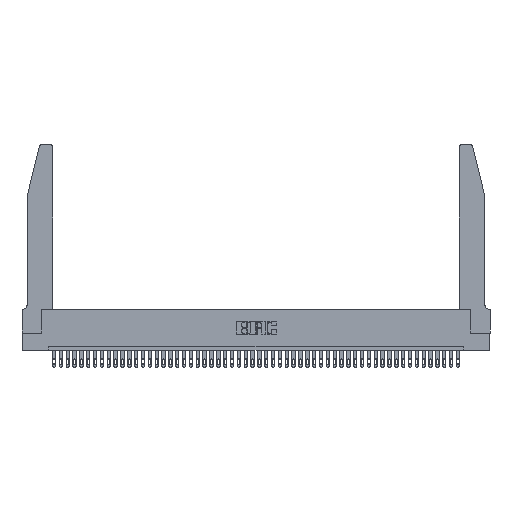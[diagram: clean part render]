
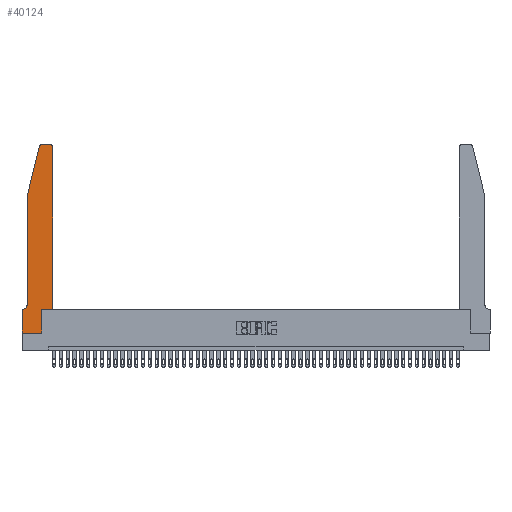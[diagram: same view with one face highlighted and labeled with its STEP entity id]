
A CAD part, top view. The second image highlights one B-rep face of the part: STEP entity #40124.
In plain terms, the highlighted planar face has unit normal (0, 0, 1).
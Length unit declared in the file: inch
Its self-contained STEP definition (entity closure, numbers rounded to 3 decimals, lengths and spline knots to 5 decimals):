
#732 = ORIENTED_EDGE ( 'NONE', *, *, #15025, .T. ) ;
#1239 = DIRECTION ( 'NONE',  ( -0.239, -0.971, 0. ) ) ;
#1479 = VECTOR ( 'NONE', #33376, 39.37008 ) ;
#1597 = DIRECTION ( 'NONE',  ( 1., 0., 0. ) ) ;
#2748 = VERTEX_POINT ( 'NONE', #8790 ) ;
#3082 = DIRECTION ( 'NONE',  ( 0., -1., 0. ) ) ;
#3693 = DIRECTION ( 'NONE',  ( 1., 0., 0. ) ) ;
#4060 = VERTEX_POINT ( 'NONE', #41200 ) ;
#4386 = EDGE_CURVE ( 'NONE', #5412, #27241, #44383, .T. ) ;
#4576 = DIRECTION ( 'NONE',  ( 1., 0., 0. ) ) ;
#4926 = DIRECTION ( 'NONE',  ( 1., 0., 0. ) ) ;
#5273 = CARTESIAN_POINT ( 'NONE',  ( 0.4205, 2.72, 0.37 ) ) ;
#5412 = VERTEX_POINT ( 'NONE', #16489 ) ;
#5645 = VERTEX_POINT ( 'NONE', #26463 ) ;
#6595 = LINE ( 'NONE', #36861, #11161 ) ;
#7713 = CARTESIAN_POINT ( 'NONE',  ( 0.0055, 0.42, 0.37 ) ) ;
#8085 = CARTESIAN_POINT ( 'NONE',  ( 0., 0.35, 0.37 ) ) ;
#8790 = CARTESIAN_POINT ( 'NONE',  ( 0.4505, 2.72, 0.37 ) ) ;
#9559 = EDGE_CURVE ( 'NONE', #5645, #17380, #29682, .T. ) ;
#9870 = CARTESIAN_POINT ( 'NONE',  ( 0.284, 2.75, 0.37 ) ) ;
#9880 = LINE ( 'NONE', #45840, #37886 ) ;
#10171 = VECTOR ( 'NONE', #15325, 39.37008 ) ;
#10508 = LINE ( 'NONE', #21479, #15075 ) ;
#10737 = DIRECTION ( 'NONE',  ( 0., 0., 1. ) ) ;
#11161 = VECTOR ( 'NONE', #3082, 39.37008 ) ;
#11309 = EDGE_CURVE ( 'NONE', #31943, #4060, #47199, .T. ) ;
#11405 = EDGE_CURVE ( 'NONE', #27241, #37179, #6595, .T. ) ;
#11544 = ORIENTED_EDGE ( 'NONE', *, *, #11309, .T. ) ;
#11798 = CIRCLE ( 'NONE', #19762, 0.03 ) ;
#12634 = DIRECTION ( 'NONE',  ( -1., 0., 0. ) ) ;
#13049 = DIRECTION ( 'NONE',  ( 0., 1., 0. ) ) ;
#14670 = AXIS2_PLACEMENT_3D ( 'NONE', #7713, #33309, #12634 ) ;
#14708 = ORIENTED_EDGE ( 'NONE', *, *, #11405, .T. ) ;
#15025 = EDGE_CURVE ( 'NONE', #4060, #5412, #17971, .T. ) ;
#15075 = VECTOR ( 'NONE', #36315, 39.37008 ) ;
#15325 = DIRECTION ( 'NONE',  ( 1., 0., 0. ) ) ;
#15475 = DIRECTION ( 'NONE',  ( 0., 0., 1. ) ) ;
#15486 = ORIENTED_EDGE ( 'NONE', *, *, #19471, .T. ) ;
#15551 = VERTEX_POINT ( 'NONE', #28846 ) ;
#15939 = CARTESIAN_POINT ( 'NONE',  ( 0.0755, 2., 0.37 ) ) ;
#16489 = CARTESIAN_POINT ( 'NONE',  ( 0.0055, 0.35, 0.37 ) ) ;
#17380 = VERTEX_POINT ( 'NONE', #25574 ) ;
#17971 = CIRCLE ( 'NONE', #14670, 0.07 ) ;
#18135 = DIRECTION ( 'NONE',  ( 0., -1., 0. ) ) ;
#18610 = ORIENTED_EDGE ( 'NONE', *, *, #9559, .T. ) ;
#19249 = EDGE_CURVE ( 'NONE', #43548, #42899, #11798, .T. ) ;
#19471 = EDGE_CURVE ( 'NONE', #2748, #29201, #30828, .T. ) ;
#19762 = AXIS2_PLACEMENT_3D ( 'NONE', #37539, #15475, #4926 ) ;
#20382 = CARTESIAN_POINT ( 'NONE',  ( 0.4205, 2.75, 0.37 ) ) ;
#20556 = EDGE_CURVE ( 'NONE', #15551, #5645, #9880, .T. ) ;
#20640 = LINE ( 'NONE', #28571, #29245 ) ;
#21479 = CARTESIAN_POINT ( 'NONE',  ( 0.4505, 0.35, 0.37 ) ) ;
#22479 = AXIS2_PLACEMENT_3D ( 'NONE', #5273, #41741, #1597 ) ;
#23371 = CARTESIAN_POINT ( 'NONE',  ( 0.0755, 2., 0.37 ) ) ;
#24126 = EDGE_LOOP ( 'NONE', ( #33697, #30126, #26654, #11544, #732, #33069, #14708, #28299, #29908, #18610, #30003, #15486 ) ) ;
#24331 = AXIS2_PLACEMENT_3D ( 'NONE', #29666, #10737, #3693 ) ;
#25574 = CARTESIAN_POINT ( 'NONE',  ( 0.4505, 0.35, 0.37 ) ) ;
#26213 = CARTESIAN_POINT ( 'NONE',  ( 0.4505, 0.35, 0.37 ) ) ;
#26463 = CARTESIAN_POINT ( 'NONE',  ( 0.2865, 0.35, 0.37 ) ) ;
#26654 = ORIENTED_EDGE ( 'NONE', *, *, #38451, .T. ) ;
#27241 = VERTEX_POINT ( 'NONE', #8085 ) ;
#28299 = ORIENTED_EDGE ( 'NONE', *, *, #40970, .T. ) ;
#28571 = CARTESIAN_POINT ( 'NONE',  ( 0.2605, 2.75, 0.37 ) ) ;
#28846 = CARTESIAN_POINT ( 'NONE',  ( 0.2865, 0., 0.37 ) ) ;
#28966 = VECTOR ( 'NONE', #18135, 39.37008 ) ;
#29201 = VERTEX_POINT ( 'NONE', #20382 ) ;
#29245 = VECTOR ( 'NONE', #39504, 39.37008 ) ;
#29507 = PLANE ( 'NONE',  #24331 ) ;
#29666 = CARTESIAN_POINT ( 'NONE',  ( 0., 0.35, 0.37 ) ) ;
#29682 = LINE ( 'NONE', #26213, #10171 ) ;
#29908 = ORIENTED_EDGE ( 'NONE', *, *, #20556, .T. ) ;
#30003 = ORIENTED_EDGE ( 'NONE', *, *, #33460, .T. ) ;
#30126 = ORIENTED_EDGE ( 'NONE', *, *, #19249, .T. ) ;
#30256 = FACE_OUTER_BOUND ( 'NONE', #24126, .T. ) ;
#30828 = CIRCLE ( 'NONE', #22479, 0.03 ) ;
#30852 = EDGE_CURVE ( 'NONE', #29201, #43548, #20640, .T. ) ;
#31943 = VERTEX_POINT ( 'NONE', #15939 ) ;
#32650 = CARTESIAN_POINT ( 'NONE',  ( 0.25487, 2.72718, 0.37 ) ) ;
#33069 = ORIENTED_EDGE ( 'NONE', *, *, #4386, .T. ) ;
#33309 = DIRECTION ( 'NONE',  ( 0., 0., -1. ) ) ;
#33376 = DIRECTION ( 'NONE',  ( -1., 0., 0. ) ) ;
#33460 = EDGE_CURVE ( 'NONE', #17380, #2748, #10508, .T. ) ;
#33574 = LINE ( 'NONE', #41183, #36409 ) ;
#33697 = ORIENTED_EDGE ( 'NONE', *, *, #30852, .T. ) ;
#36106 = CARTESIAN_POINT ( 'NONE',  ( 0., 0., 0.37 ) ) ;
#36315 = DIRECTION ( 'NONE',  ( 0., 1., 0. ) ) ;
#36409 = VECTOR ( 'NONE', #4576, 39.37008 ) ;
#36861 = CARTESIAN_POINT ( 'NONE',  ( 0., 0., 0.37 ) ) ;
#37179 = VERTEX_POINT ( 'NONE', #36106 ) ;
#37539 = CARTESIAN_POINT ( 'NONE',  ( 0.284, 2.72, 0.37 ) ) ;
#37886 = VECTOR ( 'NONE', #13049, 39.37008 ) ;
#38451 = EDGE_CURVE ( 'NONE', #42899, #31943, #40718, .T. ) ;
#39088 = CARTESIAN_POINT ( 'NONE',  ( 0.0755, 0.35, 0.37 ) ) ;
#39504 = DIRECTION ( 'NONE',  ( -1., 0., 0. ) ) ;
#40038 = CARTESIAN_POINT ( 'NONE',  ( 0.0755, 2., 0.37 ) ) ;
#40124 = ADVANCED_FACE ( 'NONE', ( #30256 ), #29507, .T. ) ;
#40718 = LINE ( 'NONE', #23371, #46937 ) ;
#40970 = EDGE_CURVE ( 'NONE', #37179, #15551, #33574, .T. ) ;
#41183 = CARTESIAN_POINT ( 'NONE',  ( 0., 0., 0.37 ) ) ;
#41200 = CARTESIAN_POINT ( 'NONE',  ( 0.0755, 0.42, 0.37 ) ) ;
#41741 = DIRECTION ( 'NONE',  ( 0., 0., 1. ) ) ;
#42899 = VERTEX_POINT ( 'NONE', #32650 ) ;
#43548 = VERTEX_POINT ( 'NONE', #9870 ) ;
#44383 = LINE ( 'NONE', #39088, #1479 ) ;
#45840 = CARTESIAN_POINT ( 'NONE',  ( 0.2865, 0.35, 0.37 ) ) ;
#46937 = VECTOR ( 'NONE', #1239, 39.37008 ) ;
#47199 = LINE ( 'NONE', #40038, #28966 ) ;
